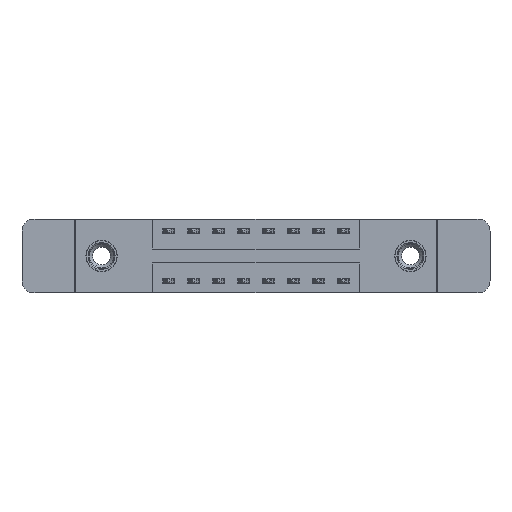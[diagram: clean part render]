
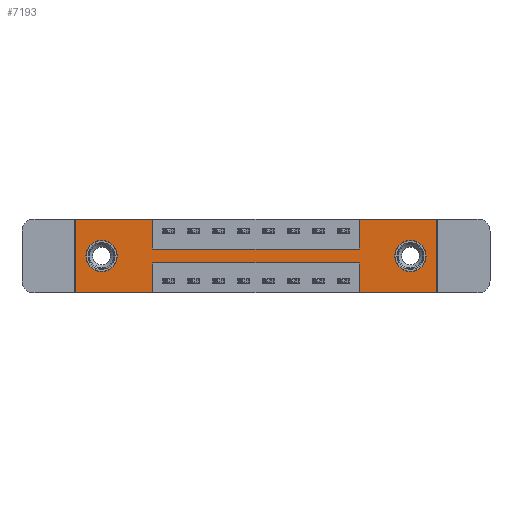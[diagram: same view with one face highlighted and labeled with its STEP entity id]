
A CAD part, front view. The second image highlights one B-rep face of the part: STEP entity #7193.
In plain terms, the highlighted planar face has unit normal (0, -1, 0).
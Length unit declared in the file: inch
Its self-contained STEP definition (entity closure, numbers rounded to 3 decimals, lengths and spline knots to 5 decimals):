
#115 = AXIS2_PLACEMENT_3D ( 'NONE', #9703, #14492, #8579 ) ;
#287 = CARTESIAN_POINT ( 'NONE',  ( 0., 0., -0.37 ) ) ;
#534 = LINE ( 'NONE', #4388, #10256 ) ;
#550 = ORIENTED_EDGE ( 'NONE', *, *, #5869, .F. ) ;
#679 = VECTOR ( 'NONE', #7720, 39.37008 ) ;
#691 = VECTOR ( 'NONE', #12666, 39.37008 ) ;
#804 = CIRCLE ( 'NONE', #115, 0.078 ) ;
#960 = VERTEX_POINT ( 'NONE', #3433 ) ;
#1311 = ORIENTED_EDGE ( 'NONE', *, *, #5087, .F. ) ;
#1349 = CARTESIAN_POINT ( 'NONE',  ( 1.4225, 0., 0. ) ) ;
#1511 = VERTEX_POINT ( 'NONE', #6630 ) ;
#1607 = EDGE_CURVE ( 'NONE', #9894, #14158, #9934, .T. ) ;
#1794 = CARTESIAN_POINT ( 'NONE',  ( 0., 0., -0.37 ) ) ;
#1845 = DIRECTION ( 'NONE',  ( 0., 0., 1. ) ) ;
#2003 = CIRCLE ( 'NONE', #5321, 0.078 ) ;
#2455 = FACE_OUTER_BOUND ( 'NONE', #9442, .T. ) ;
#2600 = EDGE_CURVE ( 'NONE', #10651, #9894, #3058, .T. ) ;
#2665 = EDGE_CURVE ( 'NONE', #6928, #4423, #14123, .T. ) ;
#2750 = CARTESIAN_POINT ( 'NONE',  ( 0.3875, 0., -0.15 ) ) ;
#2773 = DIRECTION ( 'NONE',  ( 0., 0., 1. ) ) ;
#2816 = EDGE_CURVE ( 'NONE', #5565, #2923, #12031, .T. ) ;
#2900 = LINE ( 'NONE', #5962, #13233 ) ;
#2923 = VERTEX_POINT ( 'NONE', #5415 ) ;
#3058 = LINE ( 'NONE', #7056, #6696 ) ;
#3080 = EDGE_CURVE ( 'NONE', #3167, #6493, #9762, .T. ) ;
#3091 = ORIENTED_EDGE ( 'NONE', *, *, #4977, .T. ) ;
#3167 = VERTEX_POINT ( 'NONE', #2750 ) ;
#3220 = VECTOR ( 'NONE', #12813, 39.37008 ) ;
#3433 = CARTESIAN_POINT ( 'NONE',  ( 1.6775, 0., -0.107 ) ) ;
#3554 = AXIS2_PLACEMENT_3D ( 'NONE', #6286, #12113, #10762 ) ;
#3591 = ORIENTED_EDGE ( 'NONE', *, *, #7281, .F. ) ;
#3606 = DIRECTION ( 'NONE',  ( 0., -1., 0. ) ) ;
#3659 = LINE ( 'NONE', #6543, #10232 ) ;
#3690 = EDGE_CURVE ( 'NONE', #7593, #11645, #534, .T. ) ;
#3824 = EDGE_LOOP ( 'NONE', ( #8374, #8442 ) ) ;
#3930 = VECTOR ( 'NONE', #7372, 39.37008 ) ;
#4085 = CARTESIAN_POINT ( 'NONE',  ( 0.3875, 0., -0.15 ) ) ;
#4224 = DIRECTION ( 'NONE',  ( 0., 1., 0. ) ) ;
#4280 = CARTESIAN_POINT ( 'NONE',  ( 1.4225, 0., -0.37 ) ) ;
#4296 = VECTOR ( 'NONE', #7497, 39.37008 ) ;
#4303 = EDGE_CURVE ( 'NONE', #960, #1511, #13791, .T. ) ;
#4388 = CARTESIAN_POINT ( 'NONE',  ( 0.3875, 0., -0.22 ) ) ;
#4423 = VERTEX_POINT ( 'NONE', #8324 ) ;
#4455 = CARTESIAN_POINT ( 'NONE',  ( 0., 0., 0. ) ) ;
#4671 = CARTESIAN_POINT ( 'NONE',  ( 0.3875, 0., -0.37 ) ) ;
#4718 = ORIENTED_EDGE ( 'NONE', *, *, #3690, .F. ) ;
#4786 = FACE_BOUND ( 'NONE', #3824, .T. ) ;
#4844 = DIRECTION ( 'NONE',  ( 1., 0., 0. ) ) ;
#4959 = CARTESIAN_POINT ( 'NONE',  ( 0.3875, 0., -0.22 ) ) ;
#4977 = EDGE_CURVE ( 'NONE', #9744, #8541, #804, .T. ) ;
#4982 = AXIS2_PLACEMENT_3D ( 'NONE', #11254, #4224, #5467 ) ;
#5073 = ORIENTED_EDGE ( 'NONE', *, *, #2665, .F. ) ;
#5087 = EDGE_CURVE ( 'NONE', #5766, #7593, #7645, .T. ) ;
#5108 = VECTOR ( 'NONE', #2773, 39.37008 ) ;
#5321 = AXIS2_PLACEMENT_3D ( 'NONE', #6569, #11084, #1845 ) ;
#5415 = CARTESIAN_POINT ( 'NONE',  ( 0., 0., -0.37 ) ) ;
#5467 = DIRECTION ( 'NONE',  ( 0., 0., -1. ) ) ;
#5469 = DIRECTION ( 'NONE',  ( 0., 0., -1. ) ) ;
#5507 = FACE_BOUND ( 'NONE', #7023, .T. ) ;
#5565 = VERTEX_POINT ( 'NONE', #4671 ) ;
#5766 = VERTEX_POINT ( 'NONE', #9623 ) ;
#5787 = PLANE ( 'NONE',  #11576 ) ;
#5869 = EDGE_CURVE ( 'NONE', #14158, #5766, #8505, .T. ) ;
#5962 = CARTESIAN_POINT ( 'NONE',  ( 0., 0., 0. ) ) ;
#6028 = CARTESIAN_POINT ( 'NONE',  ( 0.3875, 0., -0.37 ) ) ;
#6234 = EDGE_CURVE ( 'NONE', #1511, #960, #8281, .T. ) ;
#6286 = CARTESIAN_POINT ( 'NONE',  ( 1.6775, 0., -0.185 ) ) ;
#6493 = VERTEX_POINT ( 'NONE', #8068 ) ;
#6543 = CARTESIAN_POINT ( 'NONE',  ( 0.3875, 0., 0. ) ) ;
#6569 = CARTESIAN_POINT ( 'NONE',  ( 0.1325, 0., -0.185 ) ) ;
#6615 = ORIENTED_EDGE ( 'NONE', *, *, #1607, .F. ) ;
#6630 = CARTESIAN_POINT ( 'NONE',  ( 1.6775, 0., -0.263 ) ) ;
#6696 = VECTOR ( 'NONE', #4844, 39.37008 ) ;
#6928 = VERTEX_POINT ( 'NONE', #11111 ) ;
#7015 = ORIENTED_EDGE ( 'NONE', *, *, #2816, .F. ) ;
#7023 = EDGE_LOOP ( 'NONE', ( #10511, #3091 ) ) ;
#7027 = CARTESIAN_POINT ( 'NONE',  ( 1.4225, 0., 0. ) ) ;
#7056 = CARTESIAN_POINT ( 'NONE',  ( 0., 0., 0. ) ) ;
#7193 = ADVANCED_FACE ( 'NONE', ( #4786, #5507, #2455 ), #5787, .T. ) ;
#7281 = EDGE_CURVE ( 'NONE', #11645, #5565, #10080, .T. ) ;
#7372 = DIRECTION ( 'NONE',  ( 1., 0., 0. ) ) ;
#7390 = ORIENTED_EDGE ( 'NONE', *, *, #3080, .F. ) ;
#7497 = DIRECTION ( 'NONE',  ( -1., 0., 0. ) ) ;
#7593 = VERTEX_POINT ( 'NONE', #7598 ) ;
#7598 = CARTESIAN_POINT ( 'NONE',  ( 1.4225, 0., -0.22 ) ) ;
#7645 = LINE ( 'NONE', #4280, #11792 ) ;
#7720 = DIRECTION ( 'NONE',  ( -1., 0., 0. ) ) ;
#7808 = ORIENTED_EDGE ( 'NONE', *, *, #2600, .F. ) ;
#8068 = CARTESIAN_POINT ( 'NONE',  ( 1.4225, 0., -0.15 ) ) ;
#8281 = CIRCLE ( 'NONE', #3554, 0.078 ) ;
#8318 = ORIENTED_EDGE ( 'NONE', *, *, #14557, .F. ) ;
#8324 = CARTESIAN_POINT ( 'NONE',  ( 0.3875, 0., 0. ) ) ;
#8374 = ORIENTED_EDGE ( 'NONE', *, *, #4303, .T. ) ;
#8442 = ORIENTED_EDGE ( 'NONE', *, *, #6234, .T. ) ;
#8505 = LINE ( 'NONE', #1794, #4296 ) ;
#8541 = VERTEX_POINT ( 'NONE', #9748 ) ;
#8579 = DIRECTION ( 'NONE',  ( 0., 0., 1. ) ) ;
#9442 = EDGE_LOOP ( 'NONE', ( #3591, #4718, #1311, #550, #6615, #7808, #13706, #7390, #11050, #5073, #8318, #7015 ) ) ;
#9489 = DIRECTION ( 'NONE',  ( 0., 0., -1. ) ) ;
#9623 = CARTESIAN_POINT ( 'NONE',  ( 1.4225, 0., -0.37 ) ) ;
#9703 = CARTESIAN_POINT ( 'NONE',  ( 0.1325, 0., -0.185 ) ) ;
#9744 = VERTEX_POINT ( 'NONE', #13638 ) ;
#9748 = CARTESIAN_POINT ( 'NONE',  ( 0.1325, 0., -0.107 ) ) ;
#9762 = LINE ( 'NONE', #4085, #3930 ) ;
#9894 = VERTEX_POINT ( 'NONE', #11810 ) ;
#9934 = LINE ( 'NONE', #13889, #691 ) ;
#10080 = LINE ( 'NONE', #6028, #14617 ) ;
#10232 = VECTOR ( 'NONE', #5469, 39.37008 ) ;
#10256 = VECTOR ( 'NONE', #12112, 39.37008 ) ;
#10511 = ORIENTED_EDGE ( 'NONE', *, *, #14564, .T. ) ;
#10651 = VERTEX_POINT ( 'NONE', #1349 ) ;
#10762 = DIRECTION ( 'NONE',  ( 0., 0., -1. ) ) ;
#11050 = ORIENTED_EDGE ( 'NONE', *, *, #12356, .F. ) ;
#11084 = DIRECTION ( 'NONE',  ( 0., 1., 0. ) ) ;
#11111 = CARTESIAN_POINT ( 'NONE',  ( 0., 0., 0. ) ) ;
#11154 = EDGE_CURVE ( 'NONE', #6493, #10651, #11466, .T. ) ;
#11254 = CARTESIAN_POINT ( 'NONE',  ( 1.6775, 0., -0.185 ) ) ;
#11466 = LINE ( 'NONE', #7027, #5108 ) ;
#11576 = AXIS2_PLACEMENT_3D ( 'NONE', #287, #3606, #9489 ) ;
#11645 = VERTEX_POINT ( 'NONE', #4959 ) ;
#11792 = VECTOR ( 'NONE', #12416, 39.37008 ) ;
#11810 = CARTESIAN_POINT ( 'NONE',  ( 1.81, 0., 0. ) ) ;
#12031 = LINE ( 'NONE', #13350, #679 ) ;
#12112 = DIRECTION ( 'NONE',  ( -1., 0., 0. ) ) ;
#12113 = DIRECTION ( 'NONE',  ( 0., 1., 0. ) ) ;
#12356 = EDGE_CURVE ( 'NONE', #4423, #3167, #3659, .T. ) ;
#12401 = CARTESIAN_POINT ( 'NONE',  ( 1.81, 0., -0.37 ) ) ;
#12416 = DIRECTION ( 'NONE',  ( 0., 0., 1. ) ) ;
#12666 = DIRECTION ( 'NONE',  ( 0., 0., -1. ) ) ;
#12813 = DIRECTION ( 'NONE',  ( 1., 0., 0. ) ) ;
#13233 = VECTOR ( 'NONE', #14157, 39.37008 ) ;
#13350 = CARTESIAN_POINT ( 'NONE',  ( 0., 0., -0.37 ) ) ;
#13638 = CARTESIAN_POINT ( 'NONE',  ( 0.1325, 0., -0.263 ) ) ;
#13706 = ORIENTED_EDGE ( 'NONE', *, *, #11154, .F. ) ;
#13791 = CIRCLE ( 'NONE', #4982, 0.078 ) ;
#13889 = CARTESIAN_POINT ( 'NONE',  ( 1.81, 0., 0. ) ) ;
#14123 = LINE ( 'NONE', #4455, #3220 ) ;
#14157 = DIRECTION ( 'NONE',  ( 0., 0., 1. ) ) ;
#14158 = VERTEX_POINT ( 'NONE', #12401 ) ;
#14184 = DIRECTION ( 'NONE',  ( 0., 0., -1. ) ) ;
#14492 = DIRECTION ( 'NONE',  ( 0., 1., 0. ) ) ;
#14557 = EDGE_CURVE ( 'NONE', #2923, #6928, #2900, .T. ) ;
#14564 = EDGE_CURVE ( 'NONE', #8541, #9744, #2003, .T. ) ;
#14617 = VECTOR ( 'NONE', #14184, 39.37008 ) ;
